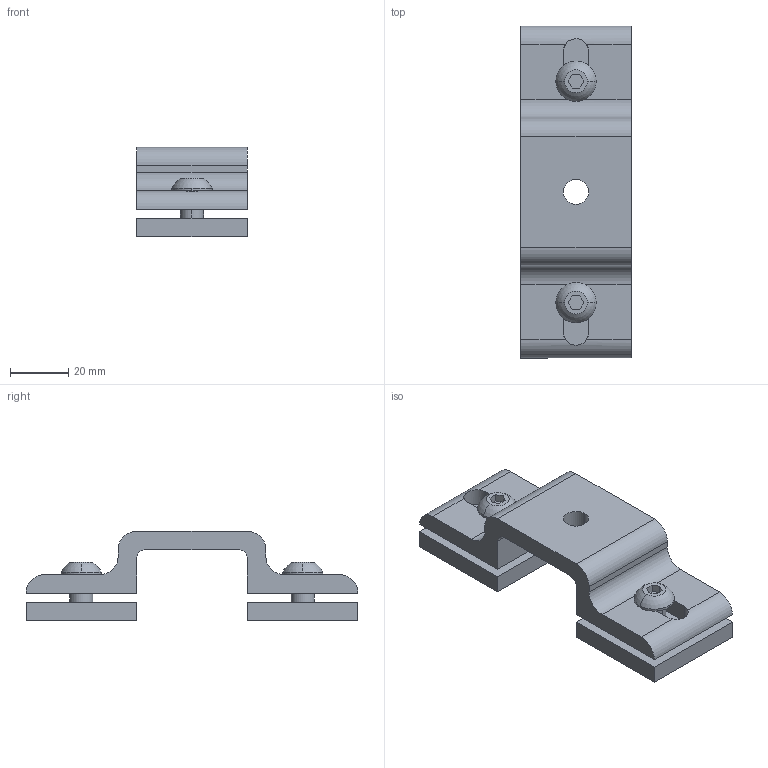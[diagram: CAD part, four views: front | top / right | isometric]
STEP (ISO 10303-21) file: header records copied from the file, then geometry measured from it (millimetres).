
FILE_DESCRIPTION((''),'2;1');
FILE_NAME('15AC7119.stp','2015-07-16T10:13:18',(''),(''),'Mechanical Desktop 2011','Mechanical Desktop 2011',', , ');
FILE_SCHEMA(('AUTOMOTIVE_DESIGN { 1 2 10303 214 1 1 1 1 }'));
Length unit declared in the file: inch
Products named in the file (1): Product
Bounding box: 38.1 x 114.4 x 30.86 mm (x, y, z)
Volume: 52006.2 mm3; surface area: 21966.4 mm2
Topology: 5 solids, 5 shells, 86 faces, 216 edges, 142 vertices
Faces by surface type: plane 50, cylinder 28, cone 4, sphere 4
Entity records: 2696 total; most frequent: CARTESIAN_POINT 489, DIRECTION 462, ORIENTED_EDGE 432, EDGE_CURVE 216, AXIS2_PLACEMENT_3D 163, VERTEX_POINT 142, VECTOR 136, LINE 136
